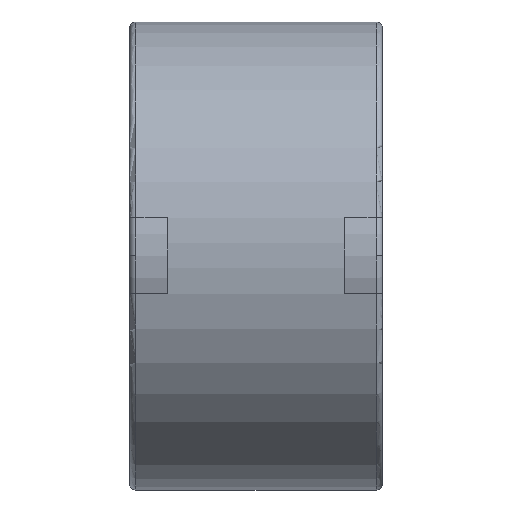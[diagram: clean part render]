
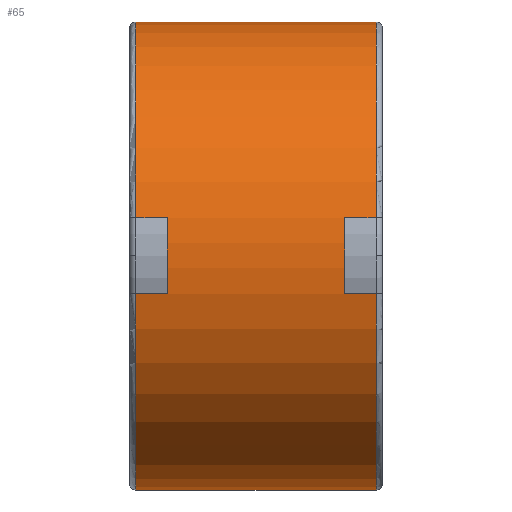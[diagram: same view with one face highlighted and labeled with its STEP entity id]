
A CAD part, top view. The second image highlights one B-rep face of the part: STEP entity #65.
In plain terms, the highlighted cylindrical face has radius 18.5 mm (diameter 37 mm), a partial arc.
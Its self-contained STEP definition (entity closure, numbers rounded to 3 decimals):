
#65=ADVANCED_FACE('',(#166),#167,.T.);
#166=FACE_OUTER_BOUND('',#338,.T.);
#167=CYLINDRICAL_SURFACE('',#339,18.5);
#338=EDGE_LOOP('',(#619,#620,#621,#622,#623,#624,#625,#626,#627,#628,#629,#630));
#339=AXIS2_PLACEMENT_3D('',#631,#632,#633);
#619=ORIENTED_EDGE('',*,*,#1227,.F.);
#620=ORIENTED_EDGE('',*,*,#1228,.F.);
#621=ORIENTED_EDGE('',*,*,#1229,.T.);
#622=ORIENTED_EDGE('',*,*,#1230,.T.);
#623=ORIENTED_EDGE('',*,*,#1231,.T.);
#624=ORIENTED_EDGE('',*,*,#1232,.F.);
#625=ORIENTED_EDGE('',*,*,#1233,.F.);
#626=ORIENTED_EDGE('',*,*,#1234,.F.);
#627=ORIENTED_EDGE('',*,*,#1235,.T.);
#628=ORIENTED_EDGE('',*,*,#1236,.T.);
#629=ORIENTED_EDGE('',*,*,#1237,.T.);
#630=ORIENTED_EDGE('',*,*,#1238,.F.);
#631=CARTESIAN_POINT('',(4.75,0.0,0.0));
#632=DIRECTION('',(1.0,0.0,0.0));
#633=DIRECTION('',(0.0,1.0,0.0));
#1227=EDGE_CURVE('',#1522,#1523,#1524,.T.);
#1228=EDGE_CURVE('',#1525,#1522,#1526,.T.);
#1229=EDGE_CURVE('',#1525,#1527,#1528,.T.);
#1230=EDGE_CURVE('',#1527,#1529,#1530,.T.);
#1231=EDGE_CURVE('',#1529,#1531,#1532,.T.);
#1232=EDGE_CURVE('',#1533,#1531,#1534,.T.);
#1233=EDGE_CURVE('',#1535,#1533,#1536,.T.);
#1234=EDGE_CURVE('',#1537,#1535,#1538,.T.);
#1235=EDGE_CURVE('',#1537,#1539,#1540,.T.);
#1236=EDGE_CURVE('',#1539,#1541,#1542,.T.);
#1237=EDGE_CURVE('',#1541,#1543,#1544,.T.);
#1238=EDGE_CURVE('',#1523,#1543,#1545,.T.);
#1522=VERTEX_POINT('',#1931);
#1523=VERTEX_POINT('',#1932);
#1524=LINE('',#1933,#1934);
#1525=VERTEX_POINT('',#1935);
#1526=CIRCLE('',#1936,18.5);
#1527=VERTEX_POINT('',#1937);
#1528=LINE('',#1938,#1939);
#1529=VERTEX_POINT('',#1940);
#1530=CIRCLE('',#1941,18.5);
#1531=VERTEX_POINT('',#1942);
#1532=LINE('',#1943,#1944);
#1533=VERTEX_POINT('',#1945);
#1534=CIRCLE('',#1946,18.5);
#1535=VERTEX_POINT('',#1947);
#1536=LINE('',#1948,#1949);
#1537=VERTEX_POINT('',#1950);
#1538=CIRCLE('',#1951,18.5);
#1539=VERTEX_POINT('',#1952);
#1540=LINE('',#1953,#1954);
#1541=VERTEX_POINT('',#1955);
#1542=CIRCLE('',#1956,18.5);
#1543=VERTEX_POINT('',#1957);
#1544=LINE('',#1958,#1959);
#1545=CIRCLE('',#1960,18.5);
#1931=CARTESIAN_POINT('',(-9.501,18.5,0.));
#1932=CARTESIAN_POINT('',(9.501,18.5,0.));
#1933=CARTESIAN_POINT('',(4.75,18.5,0.));
#1934=VECTOR('',#2887,1.0);
#1935=CARTESIAN_POINT('',(-9.501,3.0,18.255));
#1936=AXIS2_PLACEMENT_3D('',#2888,#2889,#2890);
#1937=CARTESIAN_POINT('',(-7.0,3.0,18.255));
#1938=CARTESIAN_POINT('',(-8.25,3.0,18.255));
#1939=VECTOR('',#2891,1.0);
#1940=CARTESIAN_POINT('',(-7.0,-3.0,18.255));
#1941=AXIS2_PLACEMENT_3D('',#2892,#2893,#2894);
#1942=CARTESIAN_POINT('',(-9.501,-3.0,18.255));
#1943=CARTESIAN_POINT('',(-8.25,-3.0,18.255));
#1944=VECTOR('',#2895,1.0);
#1945=CARTESIAN_POINT('',(-9.501,-18.5,0.));
#1946=AXIS2_PLACEMENT_3D('',#2896,#2897,#2898);
#1947=CARTESIAN_POINT('',(9.501,-18.5,0.));
#1948=CARTESIAN_POINT('',(4.75,-18.5,0.));
#1949=VECTOR('',#2899,1.0);
#1950=CARTESIAN_POINT('',(9.501,-3.0,18.255));
#1951=AXIS2_PLACEMENT_3D('',#2900,#2901,#2902);
#1952=CARTESIAN_POINT('',(7.0,-3.0,18.255));
#1953=CARTESIAN_POINT('',(8.25,-3.0,18.255));
#1954=VECTOR('',#2903,1.0);
#1955=CARTESIAN_POINT('',(7.0,3.0,18.255));
#1956=AXIS2_PLACEMENT_3D('',#2904,#2905,#2906);
#1957=CARTESIAN_POINT('',(9.501,3.0,18.255));
#1958=CARTESIAN_POINT('',(8.25,3.0,18.255));
#1959=VECTOR('',#2907,1.0);
#1960=AXIS2_PLACEMENT_3D('',#2908,#2909,#2910);
#2887=DIRECTION('',(1.0,0.0,0.0));
#2888=CARTESIAN_POINT('',(-9.501,0.0,0.));
#2889=DIRECTION('',(-1.0,0.0,0.));
#2890=DIRECTION('',(0.0,1.0,0.0));
#2891=DIRECTION('',(1.0,0.0,0.0));
#2892=CARTESIAN_POINT('',(-7.0,0.0,0.0));
#2893=DIRECTION('',(1.0,0.0,-0.0));
#2894=DIRECTION('',(0.0,1.0,0.0));
#2895=DIRECTION('',(-1.0,-0.0,-0.0));
#2896=CARTESIAN_POINT('',(-9.501,0.0,0.));
#2897=DIRECTION('',(-1.0,0.0,0.));
#2898=DIRECTION('',(0.0,1.0,0.0));
#2899=DIRECTION('',(-1.0,-0.0,-0.0));
#2900=CARTESIAN_POINT('',(9.501,0.0,0.0));
#2901=DIRECTION('',(1.0,0.0,0.0));
#2902=DIRECTION('',(0.0,1.0,0.0));
#2903=DIRECTION('',(-1.0,-0.0,-0.0));
#2904=CARTESIAN_POINT('',(7.0,0.0,0.0));
#2905=DIRECTION('',(-1.0,0.0,0.));
#2906=DIRECTION('',(0.0,1.0,0.0));
#2907=DIRECTION('',(1.0,0.0,0.0));
#2908=CARTESIAN_POINT('',(9.501,0.0,0.0));
#2909=DIRECTION('',(1.0,0.0,0.0));
#2910=DIRECTION('',(0.0,1.0,0.0));
